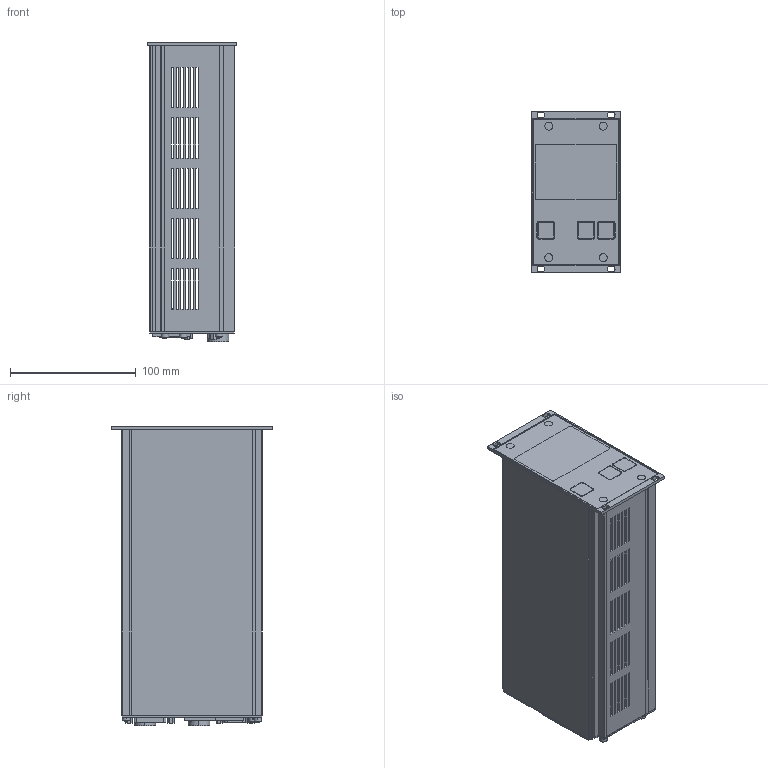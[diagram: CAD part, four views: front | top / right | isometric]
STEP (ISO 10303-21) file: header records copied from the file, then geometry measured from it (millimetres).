
FILE_DESCRIPTION((''),'2;1');
FILE_NAME('PTG28030.stp','2004-07-28T13:01:01',('GELH'),(''),'Autodesk Inventor (R) 6.0','Autodesk Inventor (R) 6.0','');
FILE_SCHEMA(('AUTOMOTIVE_DESIGN { 1 0 10303 214 1 1 1 1 }'));
Length unit declared in the file: millimetre
Products named in the file (1): PTG28030
Bounding box: 70.8 x 128.5 x 238.04 mm (x, y, z)
Volume: 244136.9 mm3; surface area: 230586.7 mm2
Topology: 6 solids, 6 shells, 1236 faces, 3334 edges, 2190 vertices
Faces by surface type: plane 841, cylinder 349, cone 20, torus 16, sphere 10
Entity records: 38990 total; most frequent: CARTESIAN_POINT 6761, DIRECTION 6674, ORIENTED_EDGE 6668, EDGE_CURVE 3334, VECTOR 2468, LINE 2468, VERTEX_POINT 2190, AXIS2_PLACEMENT_3D 2103
